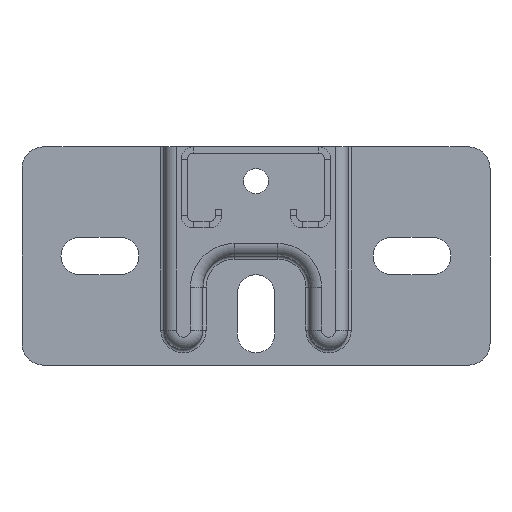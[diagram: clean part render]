
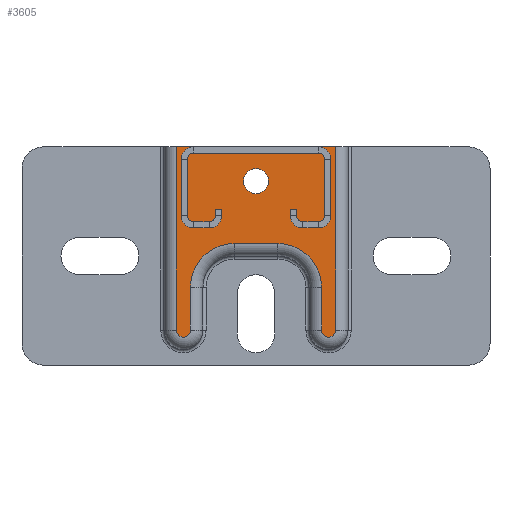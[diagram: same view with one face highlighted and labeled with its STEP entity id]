
A CAD part, front view. The second image highlights one B-rep face of the part: STEP entity #3605.
In plain terms, the highlighted planar face has unit normal (0, -1, 0).
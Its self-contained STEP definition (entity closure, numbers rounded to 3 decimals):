
#2 = CARTESIAN_POINT ( 'NONE',  ( -7., -9., 39. ) ) ;
#17 = CARTESIAN_POINT ( 'NONE',  ( 21., -9., 11.25 ) ) ;
#167 = CARTESIAN_POINT ( 'NONE',  ( 23.25, -9., 11.25 ) ) ;
#269 = VERTEX_POINT ( 'NONE', #2 ) ;
#330 = LINE ( 'NONE', #3517, #1023 ) ;
#352 = DIRECTION ( 'NONE',  ( -1., 0., 0. ) ) ;
#386 = LINE ( 'NONE', #3385, #5116 ) ;
#448 = CARTESIAN_POINT ( 'NONE',  ( -23.25, -9., 11.25 ) ) ;
#480 = DIRECTION ( 'NONE',  ( 0., 1., 0. ) ) ;
#481 = FACE_BOUND ( 'NONE', #992, .T. ) ;
#599 = EDGE_CURVE ( 'NONE', #1616, #946, #3314, .T. ) ;
#663 = DIRECTION ( 'NONE',  ( 1., 0., 0. ) ) ;
#694 = EDGE_LOOP ( 'NONE', ( #2235, #918, #952, #1097, #1182, #998, #1022, #3269, #2199, #4635 ) ) ;
#709 = CARTESIAN_POINT ( 'NONE',  ( -25.5, -9., 11.25 ) ) ;
#826 = CARTESIAN_POINT ( 'NONE',  ( 25.5, -9., 11.25 ) ) ;
#843 = ORIENTED_EDGE ( 'NONE', *, *, #4940, .F. ) ;
#908 = CARTESIAN_POINT ( 'NONE',  ( -4., -9., 59. ) ) ;
#918 = ORIENTED_EDGE ( 'NONE', *, *, #3019, .T. ) ;
#946 = VERTEX_POINT ( 'NONE', #1448 ) ;
#952 = ORIENTED_EDGE ( 'NONE', *, *, #599, .T. ) ;
#953 = DIRECTION ( 'NONE',  ( 1., 0., 0. ) ) ;
#976 = VECTOR ( 'NONE', #1108, 1000. ) ;
#992 = EDGE_LOOP ( 'NONE', ( #1939, #843 ) ) ;
#998 = ORIENTED_EDGE ( 'NONE', *, *, #5337, .T. ) ;
#1022 = ORIENTED_EDGE ( 'NONE', *, *, #5294, .T. ) ;
#1023 = VECTOR ( 'NONE', #5316, 1000. ) ;
#1097 = ORIENTED_EDGE ( 'NONE', *, *, #2966, .T. ) ;
#1108 = DIRECTION ( 'NONE',  ( -1., 0., 0. ) ) ;
#1122 = VERTEX_POINT ( 'NONE', #709 ) ;
#1182 = ORIENTED_EDGE ( 'NONE', *, *, #5350, .T. ) ;
#1186 = CARTESIAN_POINT ( 'NONE',  ( 7., -9., 39. ) ) ;
#1230 = VERTEX_POINT ( 'NONE', #3191 ) ;
#1236 = DIRECTION ( 'NONE',  ( 0., 0., -1. ) ) ;
#1306 = CARTESIAN_POINT ( 'NONE',  ( -23.25, -9., 11.25 ) ) ;
#1363 = AXIS2_PLACEMENT_3D ( 'NONE', #167, #3326, #663 ) ;
#1375 = CARTESIAN_POINT ( 'NONE',  ( -7., -9., 25. ) ) ;
#1448 = CARTESIAN_POINT ( 'NONE',  ( -25.5, -9., 70. ) ) ;
#1546 = LINE ( 'NONE', #2598, #4726 ) ;
#1557 = AXIS2_PLACEMENT_3D ( 'NONE', #448, #3577, #953 ) ;
#1609 = EDGE_CURVE ( 'NONE', #5575, #2711, #3550, .T. ) ;
#1616 = VERTEX_POINT ( 'NONE', #5676 ) ;
#1710 = LINE ( 'NONE', #2319, #3971 ) ;
#1723 = CIRCLE ( 'NONE', #1363, 2.25 ) ;
#1801 = DIRECTION ( 'NONE',  ( 1., 0., 0. ) ) ;
#1833 = CARTESIAN_POINT ( 'NONE',  ( 4., -9., 59. ) ) ;
#1879 = DIRECTION ( 'NONE',  ( 1., 0., 0. ) ) ;
#1928 = EDGE_CURVE ( 'NONE', #269, #5567, #330, .T. ) ;
#1933 = AXIS2_PLACEMENT_3D ( 'NONE', #5685, #3049, #352 ) ;
#1939 = ORIENTED_EDGE ( 'NONE', *, *, #3062, .F. ) ;
#2199 = ORIENTED_EDGE ( 'NONE', *, *, #5113, .T. ) ;
#2235 = ORIENTED_EDGE ( 'NONE', *, *, #3400, .T. ) ;
#2255 = CARTESIAN_POINT ( 'NONE',  ( 0., -9., 59. ) ) ;
#2319 = CARTESIAN_POINT ( 'NONE',  ( -21., -9., 11.25 ) ) ;
#2332 = VECTOR ( 'NONE', #5702, 1000. ) ;
#2462 = CIRCLE ( 'NONE', #4262, 4. ) ;
#2580 = AXIS2_PLACEMENT_3D ( 'NONE', #1306, #4343, #1801 ) ;
#2598 = CARTESIAN_POINT ( 'NONE',  ( 25.5, -9., 11.25 ) ) ;
#2626 = DIRECTION ( 'NONE',  ( -1., 0., 0. ) ) ;
#2711 = VERTEX_POINT ( 'NONE', #17 ) ;
#2892 = CIRCLE ( 'NONE', #5247, 14. ) ;
#2966 = EDGE_CURVE ( 'NONE', #946, #1122, #386, .T. ) ;
#3008 = AXIS2_PLACEMENT_3D ( 'NONE', #1375, #4414, #1879 ) ;
#3019 = EDGE_CURVE ( 'NONE', #3629, #1616, #1546, .T. ) ;
#3049 = DIRECTION ( 'NONE',  ( 0., -1., 0. ) ) ;
#3062 = EDGE_CURVE ( 'NONE', #5045, #5333, #4439, .T. ) ;
#3073 = CIRCLE ( 'NONE', #3008, 14. ) ;
#3167 = CARTESIAN_POINT ( 'NONE',  ( 7., -9., 25. ) ) ;
#3191 = CARTESIAN_POINT ( 'NONE',  ( -21., -9., 11.25 ) ) ;
#3269 = ORIENTED_EDGE ( 'NONE', *, *, #1928, .T. ) ;
#3314 = LINE ( 'NONE', #4165, #976 ) ;
#3326 = DIRECTION ( 'NONE',  ( 0., -1., 0. ) ) ;
#3385 = CARTESIAN_POINT ( 'NONE',  ( -25.5, -9., 11.25 ) ) ;
#3400 = EDGE_CURVE ( 'NONE', #2711, #3629, #1723, .T. ) ;
#3445 = PLANE ( 'NONE',  #2580 ) ;
#3517 = CARTESIAN_POINT ( 'NONE',  ( -23.25, -9., 39. ) ) ;
#3550 = LINE ( 'NONE', #5722, #2332 ) ;
#3562 = DIRECTION ( 'NONE',  ( 0., 0., 1. ) ) ;
#3577 = DIRECTION ( 'NONE',  ( 0., -1., 0. ) ) ;
#3598 = DIRECTION ( 'NONE',  ( 1., 0., 0. ) ) ;
#3605 = ADVANCED_FACE ( 'NONE', ( #481, #4050 ), #3445, .F. ) ;
#3629 = VERTEX_POINT ( 'NONE', #826 ) ;
#3814 = CARTESIAN_POINT ( 'NONE',  ( -21., -9., 25. ) ) ;
#3971 = VECTOR ( 'NONE', #3562, 1000. ) ;
#4050 = FACE_OUTER_BOUND ( 'NONE', #694, .T. ) ;
#4165 = CARTESIAN_POINT ( 'NONE',  ( -29.5, -9., 70. ) ) ;
#4262 = AXIS2_PLACEMENT_3D ( 'NONE', #2255, #5216, #2626 ) ;
#4343 = DIRECTION ( 'NONE',  ( 0., 1., 0. ) ) ;
#4414 = DIRECTION ( 'NONE',  ( 0., 1., 0. ) ) ;
#4439 = CIRCLE ( 'NONE', #1933, 4. ) ;
#4635 = ORIENTED_EDGE ( 'NONE', *, *, #1609, .T. ) ;
#4693 = CARTESIAN_POINT ( 'NONE',  ( 21., -9., 25. ) ) ;
#4726 = VECTOR ( 'NONE', #4767, 1000. ) ;
#4767 = DIRECTION ( 'NONE',  ( 0., 0., 1. ) ) ;
#4940 = EDGE_CURVE ( 'NONE', #5333, #5045, #2462, .T. ) ;
#4997 = CIRCLE ( 'NONE', #1557, 2.25 ) ;
#5045 = VERTEX_POINT ( 'NONE', #908 ) ;
#5113 = EDGE_CURVE ( 'NONE', #5567, #5575, #2892, .T. ) ;
#5116 = VECTOR ( 'NONE', #1236, 1000. ) ;
#5216 = DIRECTION ( 'NONE',  ( 0., -1., 0. ) ) ;
#5247 = AXIS2_PLACEMENT_3D ( 'NONE', #3167, #480, #3598 ) ;
#5294 = EDGE_CURVE ( 'NONE', #5597, #269, #3073, .T. ) ;
#5316 = DIRECTION ( 'NONE',  ( 1., 0., 0. ) ) ;
#5333 = VERTEX_POINT ( 'NONE', #1833 ) ;
#5337 = EDGE_CURVE ( 'NONE', #1230, #5597, #1710, .T. ) ;
#5350 = EDGE_CURVE ( 'NONE', #1122, #1230, #4997, .T. ) ;
#5567 = VERTEX_POINT ( 'NONE', #1186 ) ;
#5575 = VERTEX_POINT ( 'NONE', #4693 ) ;
#5597 = VERTEX_POINT ( 'NONE', #3814 ) ;
#5676 = CARTESIAN_POINT ( 'NONE',  ( 25.5, -9., 70. ) ) ;
#5685 = CARTESIAN_POINT ( 'NONE',  ( 0., -9., 59. ) ) ;
#5702 = DIRECTION ( 'NONE',  ( 0., 0., -1. ) ) ;
#5722 = CARTESIAN_POINT ( 'NONE',  ( 21., -9., 11.25 ) ) ;
